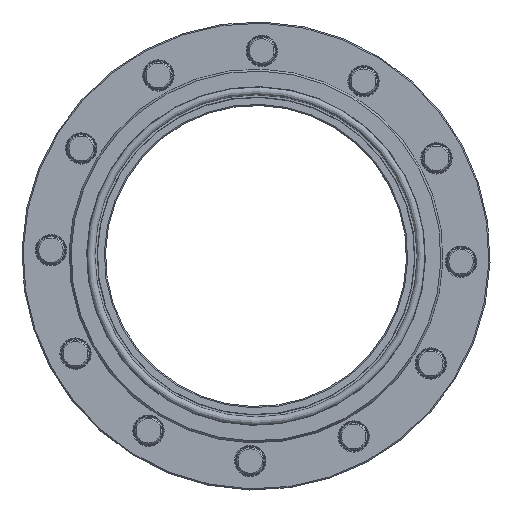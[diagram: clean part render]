
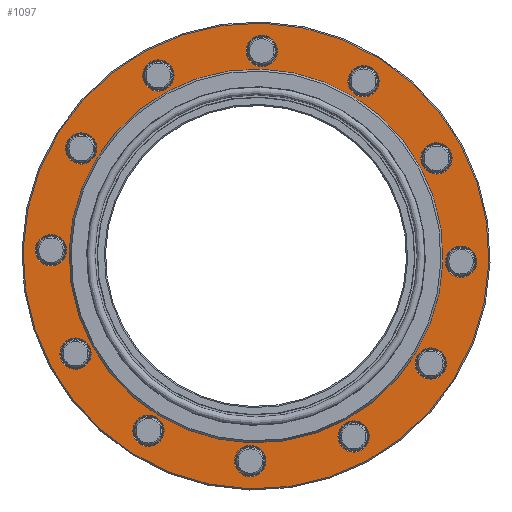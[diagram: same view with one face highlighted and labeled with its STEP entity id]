
A CAD part, left-side view. The second image highlights one B-rep face of the part: STEP entity #1097.
In plain terms, the highlighted planar face has unit normal (-1, 0, 0).
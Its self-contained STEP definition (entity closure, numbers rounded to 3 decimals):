
#1097=ADVANCED_FACE('',(#1690,#1691,#1692,#1693,#1694,#1695,#1696,#1697,
#1698,#1699,#1700,#1701,#1702,#1703),#1501,.F.);
#1501=PLANE('',#5225);
#1690=FACE_BOUND('',#2067,.T.);
#1691=FACE_BOUND('',#2068,.T.);
#1692=FACE_BOUND('',#2069,.T.);
#1693=FACE_BOUND('',#2070,.T.);
#1694=FACE_BOUND('',#2071,.T.);
#1695=FACE_BOUND('',#2072,.T.);
#1696=FACE_BOUND('',#2073,.T.);
#1697=FACE_BOUND('',#2074,.T.);
#1698=FACE_BOUND('',#2075,.T.);
#1699=FACE_BOUND('',#2076,.T.);
#1700=FACE_BOUND('',#2077,.T.);
#1701=FACE_BOUND('',#2078,.T.);
#1702=FACE_BOUND('',#2079,.T.);
#1703=FACE_BOUND('',#2080,.T.);
#2067=EDGE_LOOP('',(#2659));
#2068=EDGE_LOOP('',(#2660));
#2069=EDGE_LOOP('',(#2661));
#2070=EDGE_LOOP('',(#2662));
#2071=EDGE_LOOP('',(#2663));
#2072=EDGE_LOOP('',(#2664));
#2073=EDGE_LOOP('',(#2665));
#2074=EDGE_LOOP('',(#2666));
#2075=EDGE_LOOP('',(#2667));
#2076=EDGE_LOOP('',(#2668));
#2077=EDGE_LOOP('',(#2669));
#2078=EDGE_LOOP('',(#2670));
#2079=EDGE_LOOP('',(#2671));
#2080=EDGE_LOOP('',(#2672));
#2659=ORIENTED_EDGE('',*,*,#4280,.T.);
#2660=ORIENTED_EDGE('',*,*,#4281,.T.);
#2661=ORIENTED_EDGE('',*,*,#4282,.T.);
#2662=ORIENTED_EDGE('',*,*,#4283,.T.);
#2663=ORIENTED_EDGE('',*,*,#4284,.T.);
#2664=ORIENTED_EDGE('',*,*,#4285,.T.);
#2665=ORIENTED_EDGE('',*,*,#4286,.T.);
#2666=ORIENTED_EDGE('',*,*,#4287,.T.);
#2667=ORIENTED_EDGE('',*,*,#4288,.T.);
#2668=ORIENTED_EDGE('',*,*,#4289,.T.);
#2669=ORIENTED_EDGE('',*,*,#4290,.T.);
#2670=ORIENTED_EDGE('',*,*,#4291,.T.);
#2671=ORIENTED_EDGE('',*,*,#4292,.T.);
#2672=ORIENTED_EDGE('',*,*,#4293,.F.);
#3875=VERTEX_POINT('',#7611);
#3876=VERTEX_POINT('',#7613);
#3877=VERTEX_POINT('',#7615);
#3878=VERTEX_POINT('',#7617);
#3879=VERTEX_POINT('',#7619);
#3880=VERTEX_POINT('',#7621);
#3881=VERTEX_POINT('',#7623);
#3882=VERTEX_POINT('',#7625);
#3883=VERTEX_POINT('',#7627);
#3884=VERTEX_POINT('',#7629);
#3885=VERTEX_POINT('',#7631);
#3886=VERTEX_POINT('',#7633);
#3887=VERTEX_POINT('',#7635);
#3888=VERTEX_POINT('',#7637);
#4280=EDGE_CURVE('',#3875,#3875,#4888,.T.);
#4281=EDGE_CURVE('',#3876,#3876,#4889,.T.);
#4282=EDGE_CURVE('',#3877,#3877,#4890,.T.);
#4283=EDGE_CURVE('',#3878,#3878,#4891,.T.);
#4284=EDGE_CURVE('',#3879,#3879,#4892,.T.);
#4285=EDGE_CURVE('',#3880,#3880,#4893,.T.);
#4286=EDGE_CURVE('',#3881,#3881,#4894,.T.);
#4287=EDGE_CURVE('',#3882,#3882,#4895,.T.);
#4288=EDGE_CURVE('',#3883,#3883,#4896,.T.);
#4289=EDGE_CURVE('',#3884,#3884,#4897,.T.);
#4290=EDGE_CURVE('',#3885,#3885,#4898,.T.);
#4291=EDGE_CURVE('',#3886,#3886,#4899,.T.);
#4292=EDGE_CURVE('',#3887,#3887,#4900,.T.);
#4293=EDGE_CURVE('',#3888,#3888,#4901,.T.);
#4888=CIRCLE('',#5211,201.5);
#4889=CIRCLE('',#5212,13.5);
#4890=CIRCLE('',#5213,13.5);
#4891=CIRCLE('',#5214,13.5);
#4892=CIRCLE('',#5215,13.5);
#4893=CIRCLE('',#5216,13.5);
#4894=CIRCLE('',#5217,13.5);
#4895=CIRCLE('',#5218,13.5);
#4896=CIRCLE('',#5219,13.5);
#4897=CIRCLE('',#5220,13.5);
#4898=CIRCLE('',#5221,13.5);
#4899=CIRCLE('',#5222,13.5);
#4900=CIRCLE('',#5223,13.5);
#4901=CIRCLE('',#5224,161.732);
#5211=AXIS2_PLACEMENT_3D('',#7610,#5944,#5945);
#5212=AXIS2_PLACEMENT_3D('',#7612,#5946,#5947);
#5213=AXIS2_PLACEMENT_3D('',#7614,#5948,#5949);
#5214=AXIS2_PLACEMENT_3D('',#7616,#5950,#5951);
#5215=AXIS2_PLACEMENT_3D('',#7618,#5952,#5953);
#5216=AXIS2_PLACEMENT_3D('',#7620,#5954,#5955);
#5217=AXIS2_PLACEMENT_3D('',#7622,#5956,#5957);
#5218=AXIS2_PLACEMENT_3D('',#7624,#5958,#5959);
#5219=AXIS2_PLACEMENT_3D('',#7626,#5960,#5961);
#5220=AXIS2_PLACEMENT_3D('',#7628,#5962,#5963);
#5221=AXIS2_PLACEMENT_3D('',#7630,#5964,#5965);
#5222=AXIS2_PLACEMENT_3D('',#7632,#5966,#5967);
#5223=AXIS2_PLACEMENT_3D('',#7634,#5968,#5969);
#5224=AXIS2_PLACEMENT_3D('',#7636,#5970,#5971);
#5225=AXIS2_PLACEMENT_3D('',#7638,#5972,#5973);
#5944=DIRECTION('',(-1.,0.,0.));
#5945=DIRECTION('',(0.,0.028,-1.));
#5946=DIRECTION('',(1.,0.,0.));
#5947=DIRECTION('',(0.,0.028,-1.));
#5948=DIRECTION('',(1.,0.,0.));
#5949=DIRECTION('',(0.,0.028,-1.));
#5950=DIRECTION('',(1.,0.,0.));
#5951=DIRECTION('',(0.,0.028,-1.));
#5952=DIRECTION('',(1.,0.,0.));
#5953=DIRECTION('',(0.,0.028,-1.));
#5954=DIRECTION('',(1.,0.,0.));
#5955=DIRECTION('',(0.,0.028,-1.));
#5956=DIRECTION('',(1.,0.,0.));
#5957=DIRECTION('',(0.,0.028,-1.));
#5958=DIRECTION('',(1.,0.,0.));
#5959=DIRECTION('',(0.,0.028,-1.));
#5960=DIRECTION('',(1.,0.,0.));
#5961=DIRECTION('',(0.,0.028,-1.));
#5962=DIRECTION('',(1.,0.,0.));
#5963=DIRECTION('',(0.,0.028,-1.));
#5964=DIRECTION('',(1.,0.,0.));
#5965=DIRECTION('',(0.,0.028,-1.));
#5966=DIRECTION('',(1.,0.,0.));
#5967=DIRECTION('',(0.,0.028,-1.));
#5968=DIRECTION('',(1.,0.,0.));
#5969=DIRECTION('',(0.,0.028,-1.));
#5970=DIRECTION('',(-1.,0.,0.));
#5971=DIRECTION('',(0.,-0.028,1.));
#5972=DIRECTION('',(1.,0.,0.));
#5973=DIRECTION('',(0.,0.028,-1.));
#7610=CARTESIAN_POINT('',(4.135,0.,146.375));
#7611=CARTESIAN_POINT('',(4.135,5.627,-55.046));
#7612=CARTESIAN_POINT('',(4.135,156.138,61.952));
#7613=CARTESIAN_POINT('',(4.135,156.515,48.457));
#7614=CARTESIAN_POINT('',(4.135,93.008,-4.806));
#7615=CARTESIAN_POINT('',(4.135,93.385,-18.301));
#7616=CARTESIAN_POINT('',(4.135,4.957,-31.056));
#7617=CARTESIAN_POINT('',(4.135,5.334,-44.551));
#7618=CARTESIAN_POINT('',(4.135,-84.423,-9.763));
#7619=CARTESIAN_POINT('',(4.135,-84.046,-23.258));
#7620=CARTESIAN_POINT('',(4.135,-151.181,53.367));
#7621=CARTESIAN_POINT('',(4.135,-150.804,39.872));
#7622=CARTESIAN_POINT('',(4.135,-177.431,141.418));
#7623=CARTESIAN_POINT('',(4.135,-177.054,127.924));
#7624=CARTESIAN_POINT('',(4.135,-156.138,230.798));
#7625=CARTESIAN_POINT('',(4.135,-155.761,217.303));
#7626=CARTESIAN_POINT('',(4.135,-93.008,297.556));
#7627=CARTESIAN_POINT('',(4.135,-92.631,284.061));
#7628=CARTESIAN_POINT('',(4.135,-4.957,323.806));
#7629=CARTESIAN_POINT('',(4.135,-4.58,310.311));
#7630=CARTESIAN_POINT('',(4.135,84.423,302.513));
#7631=CARTESIAN_POINT('',(4.135,84.8,289.018));
#7632=CARTESIAN_POINT('',(4.135,151.181,239.383));
#7633=CARTESIAN_POINT('',(4.135,151.558,225.888));
#7634=CARTESIAN_POINT('',(4.135,177.431,151.332));
#7635=CARTESIAN_POINT('',(4.135,177.808,137.837));
#7636=CARTESIAN_POINT('',(4.135,0.,146.375));
#7637=CARTESIAN_POINT('',(4.135,-4.516,308.044));
#7638=CARTESIAN_POINT('',(4.135,202.421,152.03));
